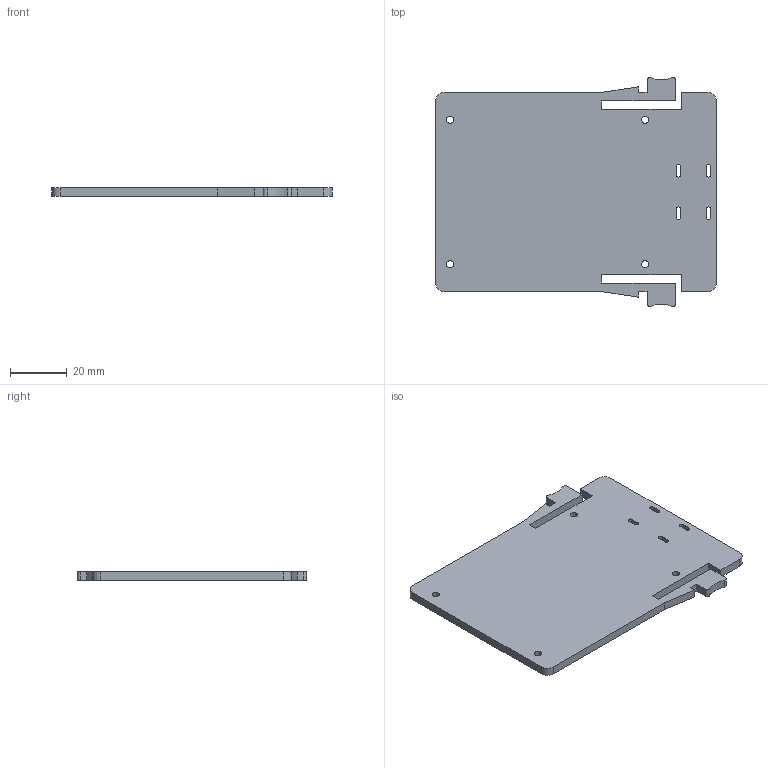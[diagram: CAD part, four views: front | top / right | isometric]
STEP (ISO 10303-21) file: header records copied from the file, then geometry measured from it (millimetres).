
FILE_DESCRIPTION(/* description */ (''),/* implementation_level */ '2;1');
FILE_NAME(/* name */ 'Drager.stp',/* time_stamp */ '2012-06-05T21:57:59+02:00',/* author */ (''),/* organization */ (''),/* preprocessor_version */ 'ST-DEVELOPER v11',/* originating_system */ 'SIEMENS PLM Software NX 7.5',/* authorisation */ '');
FILE_SCHEMA (('AUTOMOTIVE_DESIGN { 1 0 10303 214 1 1 1 1 }'));
Length unit declared in the file: millimetre
Products named in the file (1): Drager
Bounding box: 98.6 x 80.51 x 3 mm (x, y, z)
Volume: 20372.6 mm3; surface area: 15257.1 mm2
Topology: 1 solids, 1 shells, 56 faces, 162 edges, 108 vertices
Faces by surface type: plane 34, cylinder 22
Full cylindrical faces by diameter (mm): 2.5 x4
Entity records: 1886 total; most frequent: CARTESIAN_POINT 323, ORIENTED_EDGE 316, DIRECTION 316, EDGE_CURVE 158, LINE 114, VECTOR 114, VERTEX_POINT 108, AXIS2_PLACEMENT_3D 101
